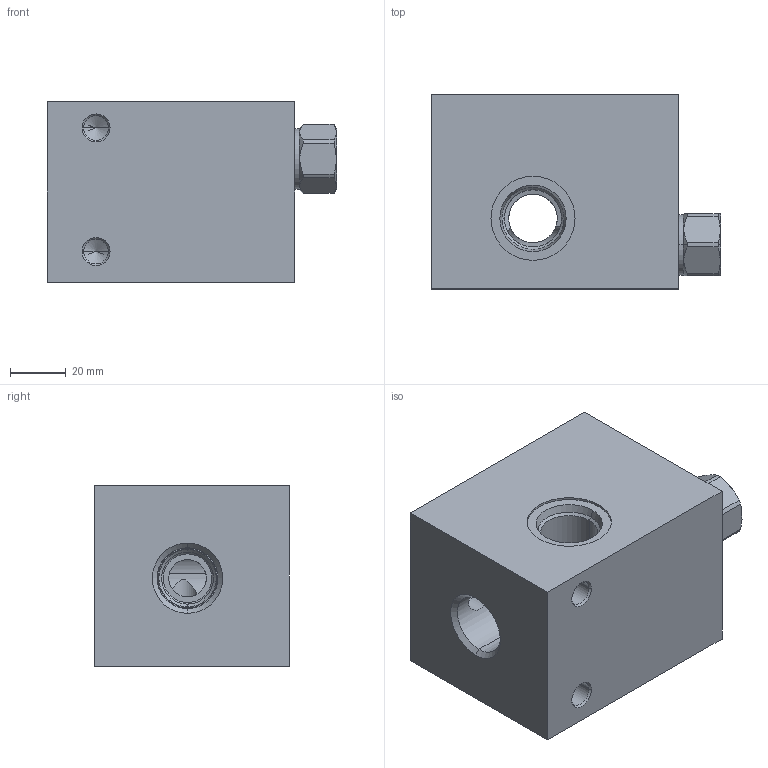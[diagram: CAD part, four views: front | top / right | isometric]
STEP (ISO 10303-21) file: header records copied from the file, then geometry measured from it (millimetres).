
FILE_DESCRIPTION((''),'2;1');
FILE_NAME('E3K_ASM','2019-07-29T',('ProEService'),(''),'PRO/ENGINEER BY PARAMETRIC TECHNOLOGY CORPORATION, 2014200','PRO/ENGINEER BY PARAMETRIC TECHNOLOGY CORPORATION, 2014200','');
FILE_SCHEMA(('CONFIG_CONTROL_DESIGN'));
Length unit declared in the file: inch
Products named in the file (3): 151-159-006; CXCDXCN; E3K_ASM
Assembly tree (2 placements, depth 2):
  E3K_ASM
    151-159-006
    CXCDXCN
Bounding box: 103.99 x 69.85 x 65.07 mm (x, y, z)
Volume: 346177 mm3; surface area: 52590.3 mm2
Topology: 4 solids, 4 shells, 275 faces, 905 edges, 740 vertices
Faces by surface type: cylinder 110, cone 77, plane 54, torus 22, revolution 8, sphere 4
Entity records: 11381 total; most frequent: CARTESIAN_POINT 3543, DIRECTION 1683, ORIENTED_EDGE 1294, EDGE_CURVE 647, AXIS2_PLACEMENT_3D 595, VECTOR 485, LINE 485, VERTEX_POINT 395
